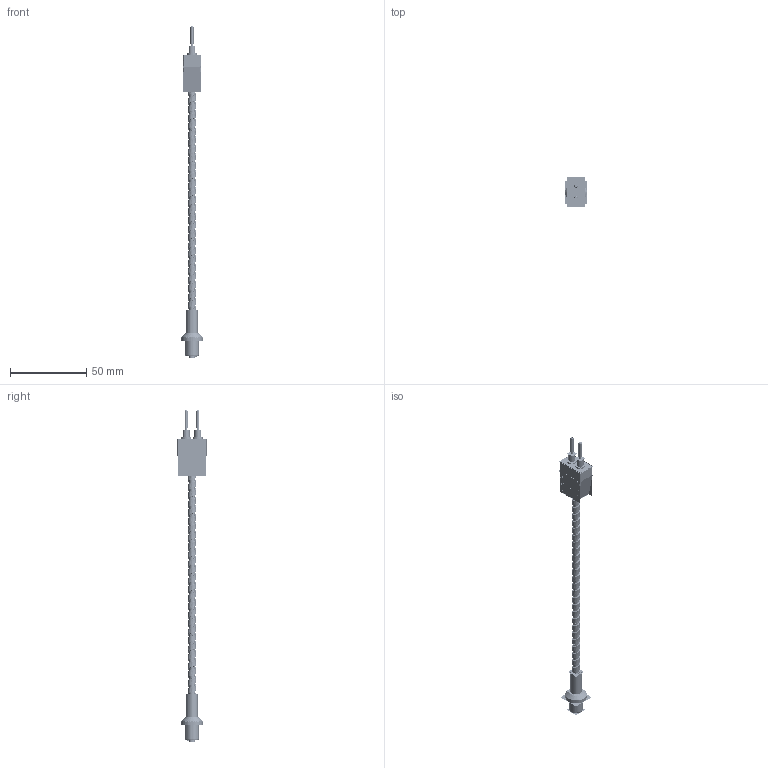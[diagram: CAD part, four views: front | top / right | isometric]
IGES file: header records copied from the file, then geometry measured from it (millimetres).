
Start section:  PTC IGES file: 194000.igs
Global section: file name: 194000.igs; native system: Creo Parametric by Parametric Technology Corporation; preprocessor: 2013230; author: PDMAdmin; organization: Unknown; date: 20160323.124538; units: millimetre
Bounding box: 14.57 x 19.81 x 217.76 mm (x, y, z)
Volume: 6101 mm3; surface area: 63671.3 mm2
Topology: 30 solids, 31 shells, 1706 faces, 8468 edges, 10593 vertices
Faces by surface type: bspline 964, revolution 742
